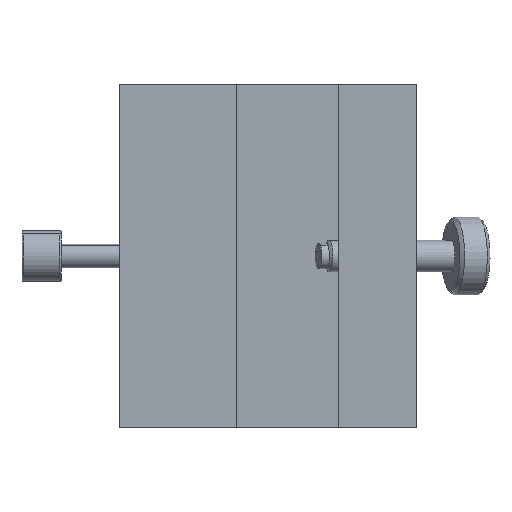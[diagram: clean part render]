
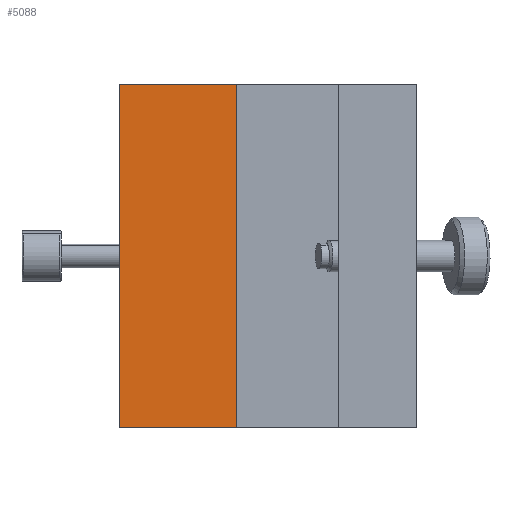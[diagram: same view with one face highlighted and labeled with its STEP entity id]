
A CAD part, front view. The second image highlights one B-rep face of the part: STEP entity #5088.
In plain terms, the highlighted planar face has unit normal (0, -1, 0).
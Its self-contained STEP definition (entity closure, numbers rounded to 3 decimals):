
#8 = EDGE_LOOP ( 'NONE', ( #8237, #5564, #6613, #1718 ) ) ;
#328 = CARTESIAN_POINT ( 'NONE',  ( -0.291, -21.529, 44. ) ) ;
#350 = LINE ( 'NONE', #6082, #3657 ) ;
#391 = CARTESIAN_POINT ( 'NONE',  ( 7.709, -21.529, 88. ) ) ;
#1079 = EDGE_CURVE ( 'NONE', #2689, #5329, #7791, .T. ) ;
#1274 = EDGE_CURVE ( 'NONE', #5329, #2308, #1445, .T. ) ;
#1418 = DIRECTION ( 'NONE',  ( -1., 0., 0. ) ) ;
#1445 = LINE ( 'NONE', #7988, #8945 ) ;
#1718 = ORIENTED_EDGE ( 'NONE', *, *, #1079, .F. ) ;
#2278 = CARTESIAN_POINT ( 'NONE',  ( -30.291, -21.529, 44. ) ) ;
#2308 = VERTEX_POINT ( 'NONE', #8365 ) ;
#2689 = VERTEX_POINT ( 'NONE', #2278 ) ;
#3058 = EDGE_CURVE ( 'NONE', #3670, #2689, #4022, .T. ) ;
#3318 = DIRECTION ( 'NONE',  ( 0., 0., 1. ) ) ;
#3657 = VECTOR ( 'NONE', #7005, 1000. ) ;
#3670 = VERTEX_POINT ( 'NONE', #328 ) ;
#4022 = LINE ( 'NONE', #7015, #8806 ) ;
#4988 = FACE_OUTER_BOUND ( 'NONE', #8, .T. ) ;
#5088 = ADVANCED_FACE ( 'NONE', ( #4988 ), #9100, .F. ) ;
#5329 = VERTEX_POINT ( 'NONE', #6445 ) ;
#5466 = CARTESIAN_POINT ( 'NONE',  ( -30.291, -21.529, 44. ) ) ;
#5564 = ORIENTED_EDGE ( 'NONE', *, *, #7542, .T. ) ;
#6075 = VECTOR ( 'NONE', #7009, 1000. ) ;
#6082 = CARTESIAN_POINT ( 'NONE',  ( -0.291, -21.529, 44. ) ) ;
#6445 = CARTESIAN_POINT ( 'NONE',  ( -30.291, -21.529, 132. ) ) ;
#6613 = ORIENTED_EDGE ( 'NONE', *, *, #1274, .F. ) ;
#6617 = AXIS2_PLACEMENT_3D ( 'NONE', #391, #7639, #3318 ) ;
#7005 = DIRECTION ( 'NONE',  ( 0., 0., 1. ) ) ;
#7009 = DIRECTION ( 'NONE',  ( 0., 0., 1. ) ) ;
#7015 = CARTESIAN_POINT ( 'NONE',  ( -30.291, -21.529, 44. ) ) ;
#7187 = DIRECTION ( 'NONE',  ( 1., 0., 0. ) ) ;
#7542 = EDGE_CURVE ( 'NONE', #3670, #2308, #350, .T. ) ;
#7639 = DIRECTION ( 'NONE',  ( 0., 1., 0. ) ) ;
#7791 = LINE ( 'NONE', #5466, #6075 ) ;
#7988 = CARTESIAN_POINT ( 'NONE',  ( -30.291, -21.529, 132. ) ) ;
#8237 = ORIENTED_EDGE ( 'NONE', *, *, #3058, .F. ) ;
#8365 = CARTESIAN_POINT ( 'NONE',  ( -0.291, -21.529, 132. ) ) ;
#8806 = VECTOR ( 'NONE', #1418, 1000. ) ;
#8945 = VECTOR ( 'NONE', #7187, 1000. ) ;
#9100 = PLANE ( 'NONE',  #6617 ) ;
